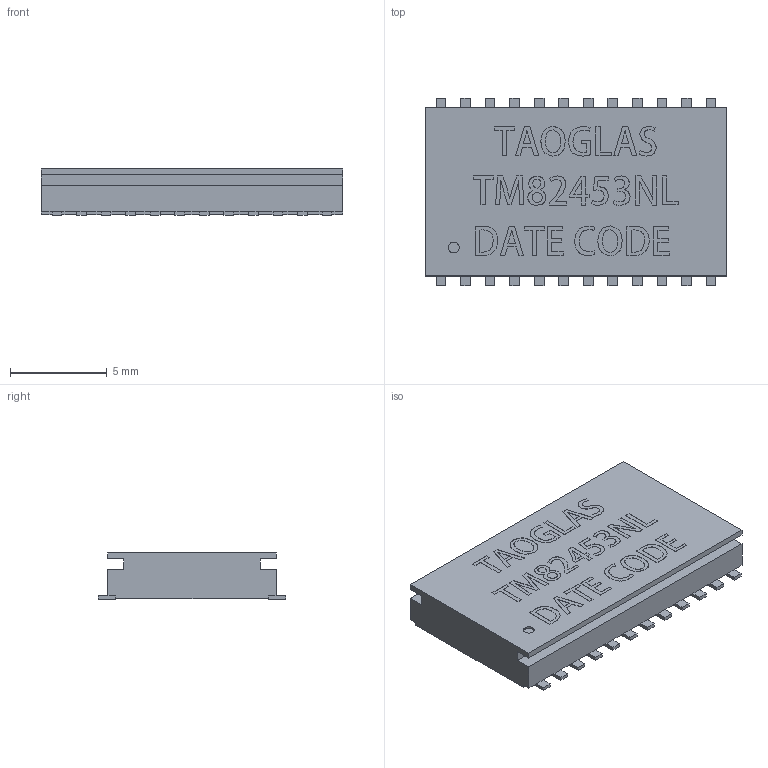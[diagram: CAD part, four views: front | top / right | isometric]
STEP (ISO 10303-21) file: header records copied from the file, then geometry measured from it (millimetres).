
FILE_DESCRIPTION (( 'STEP AP214' ), '1' );
FILE_NAME ('TM82453NL.STEP', '2022-11-04T10:48:56', ( '' ), ( '' ), 'SwSTEP 2.0', 'SolidWorks 2022', '' );
FILE_SCHEMA (( 'AUTOMOTIVE_DESIGN' ));
Length unit declared in the file: millimetre
Products named in the file (1): TM82453NL
Bounding box: 15.6 x 9.7 x 2.4 mm (x, y, z)
Volume: 307 mm3; surface area: 458.6 mm2
Topology: 1 solids, 1 shells, 529 faces, 1380 edges, 888 vertices
Faces by surface type: plane 405, bspline 120, cylinder 4
Entity records: 17839 total; most frequent: CARTESIAN_POINT 5580, ORIENTED_EDGE 2760, DIRECTION 1808, EDGE_CURVE 1380, VECTOR 972, LINE 972, VERTEX_POINT 888, EDGE_LOOP 564
